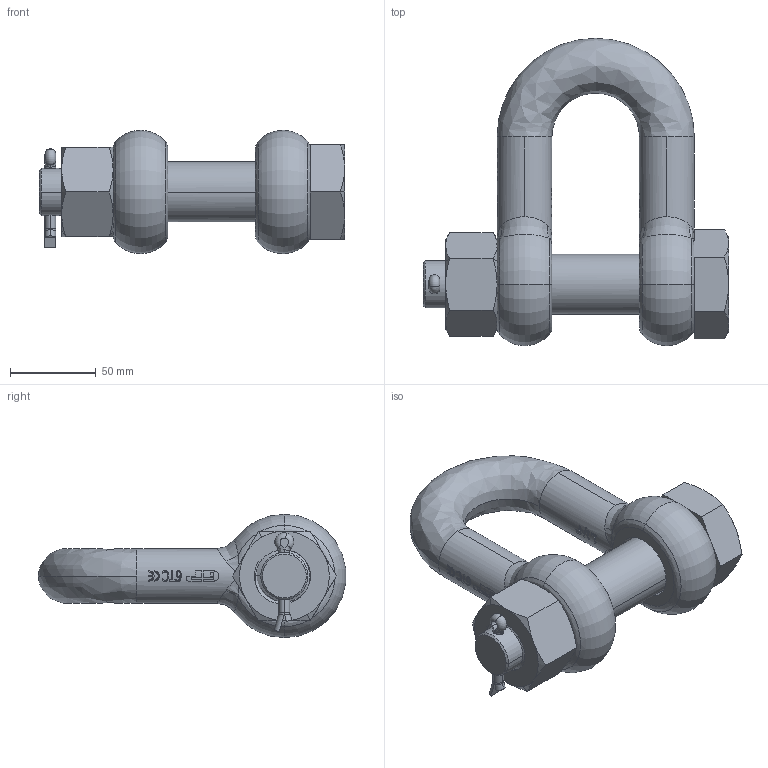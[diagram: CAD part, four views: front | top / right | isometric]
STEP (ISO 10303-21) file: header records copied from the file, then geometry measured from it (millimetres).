
FILE_DESCRIPTION (( 'STEP AP203' ), '1' );
FILE_NAME ('GPGDMB32.step', '2009-08-07T12:10:13', ( '.' ), ( '.' ), 'SwSTEP 2.0', 'SolidWorks 2009', '' );
FILE_SCHEMA (( 'CONFIG_CONTROL_DESIGN' ));
Length unit declared in the file: millimetre
Products named in the file (5): 12_2; 12_1; GPGDMB32; 12_4; 12_3
Assembly tree (4 placements, depth 2):
  GPGDMB32
    12_1
    12_2
    12_3
    12_4
Bounding box: 178 x 179.24 x 72 mm (x, y, z)
Volume: 589428.9 mm3; surface area: 94585.3 mm2
Topology: 4 solids, 4 shells, 675 faces, 1805 edges, 1176 vertices
Faces by surface type: plane 316, bspline 216, cylinder 105, cone 28, torus 10
Entity records: 36115 total; most frequent: CARTESIAN_POINT 20412, ORIENTED_EDGE 3594, DIRECTION 2423, EDGE_CURVE 1797, VERTEX_POINT 1176, LINE 911, VECTOR 911, AXIS2_PLACEMENT_3D 756
